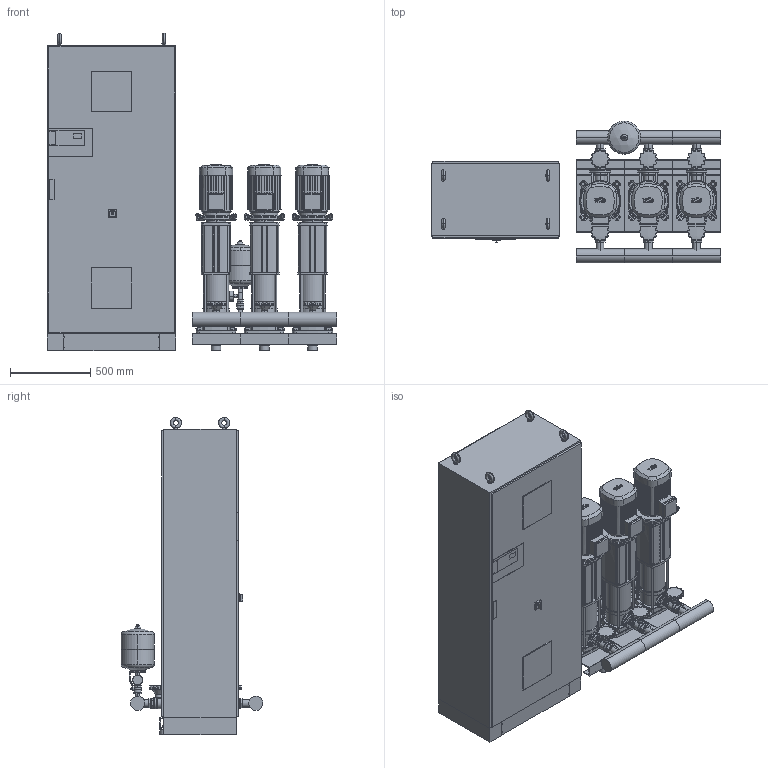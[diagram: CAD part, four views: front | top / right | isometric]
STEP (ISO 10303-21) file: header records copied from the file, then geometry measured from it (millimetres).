
FILE_DESCRIPTION((''),'2;1');
FILE_NAME('3d_SiBoostSmartFC3HELIXV1607-2536193.stp','2016-01-25T11:19:21',(''),(''),'Mechanical Desktop 2009','Mechanical Desktop 2009',', , ');
FILE_SCHEMA(('CONFIG_CONTROL_DESIGN'));
Length unit declared in the file: millimetre
Products named in the file (1): Product
Bounding box: 1800 x 882.45 x 1975 mm (x, y, z)
Volume: 822968546.3 mm3; surface area: 15007002 mm2
Topology: 164 solids, 164 shells, 5779 faces, 15265 edges, 10012 vertices
Faces by surface type: plane 2473, bspline 1638, cylinder 1300, cone 228, torus 116, sphere 24
Entity records: 190910 total; most frequent: CARTESIAN_POINT 48310, ORIENTED_EDGE 30498, DIRECTION 27291, EDGE_CURVE 15249, VECTOR 10077, LINE 10077, VERTEX_POINT 10004, AXIS2_PLACEMENT_3D 8607
